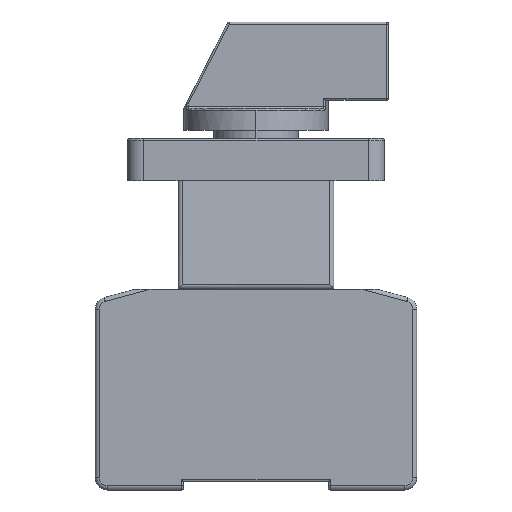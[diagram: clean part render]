
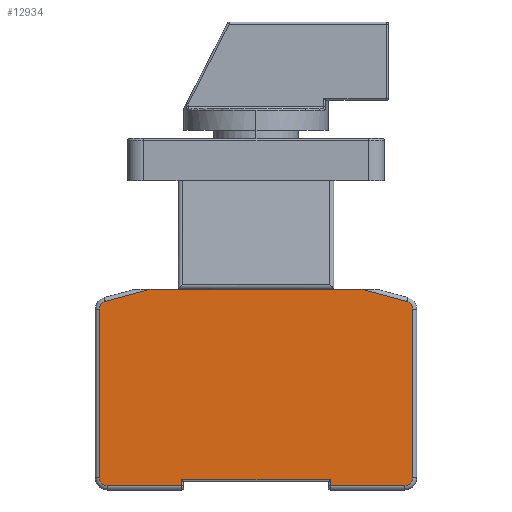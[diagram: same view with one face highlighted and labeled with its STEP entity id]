
A CAD part, left-side view. The second image highlights one B-rep face of the part: STEP entity #12934.
In plain terms, the highlighted planar face has unit normal (-1, 0, 0).
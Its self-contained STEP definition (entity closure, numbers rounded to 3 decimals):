
#126 = CARTESIAN_POINT ( 'NONE',  ( -35., 37., -42.481 ) ) ;
#228 = EDGE_CURVE ( 'NONE', #1508, #4893, #6724, .T. ) ;
#322 = VERTEX_POINT ( 'NONE', #946 ) ;
#334 = EDGE_CURVE ( 'NONE', #5560, #570, #6396, .T. ) ;
#430 = ORIENTED_EDGE ( 'NONE', *, *, #12048, .T. ) ;
#446 = CIRCLE ( 'NONE', #5643, 2. ) ;
#570 = VERTEX_POINT ( 'NONE', #3496 ) ;
#816 = DIRECTION ( 'NONE',  ( 0., 0., -1. ) ) ;
#837 = DIRECTION ( 'NONE',  ( 0., 0.966, -0.259 ) ) ;
#946 = CARTESIAN_POINT ( 'NONE',  ( -35., 26.136, -37.5 ) ) ;
#1180 = DIRECTION ( 'NONE',  ( 0., 0., -1. ) ) ;
#1415 = VECTOR ( 'NONE', #837, 1000. ) ;
#1508 = VERTEX_POINT ( 'NONE', #11687 ) ;
#1603 = EDGE_CURVE ( 'NONE', #1963, #8009, #3992, .T. ) ;
#1703 = AXIS2_PLACEMENT_3D ( 'NONE', #4941, #1908, #4845 ) ;
#1705 = CARTESIAN_POINT ( 'NONE',  ( -35., -18.5, -86.5 ) ) ;
#1774 = VECTOR ( 'NONE', #1938, 1000. ) ;
#1812 = CARTESIAN_POINT ( 'NONE',  ( -35., -18.5, -87.5 ) ) ;
#1859 = FACE_OUTER_BOUND ( 'NONE', #6497, .T. ) ;
#1908 = DIRECTION ( 'NONE',  ( -1., 0., 0. ) ) ;
#1938 = DIRECTION ( 'NONE',  ( 0., -1., 0. ) ) ;
#1963 = VERTEX_POINT ( 'NONE', #7209 ) ;
#2027 = VECTOR ( 'NONE', #816, 1000. ) ;
#2047 = DIRECTION ( 'NONE',  ( 0., 0., -1. ) ) ;
#2077 = CARTESIAN_POINT ( 'NONE',  ( -35., -39., -42.481 ) ) ;
#2156 = LINE ( 'NONE', #12173, #6190 ) ;
#2234 = AXIS2_PLACEMENT_3D ( 'NONE', #10116, #8093, #2910 ) ;
#2390 = ORIENTED_EDGE ( 'NONE', *, *, #3139, .T. ) ;
#2632 = VERTEX_POINT ( 'NONE', #12771 ) ;
#2716 = EDGE_CURVE ( 'NONE', #4759, #322, #9257, .T. ) ;
#2858 = EDGE_CURVE ( 'NONE', #8009, #6805, #5023, .T. ) ;
#2877 = DIRECTION ( 'NONE',  ( 0., 0., 1. ) ) ;
#2910 = DIRECTION ( 'NONE',  ( 0., 0., -1. ) ) ;
#3139 = EDGE_CURVE ( 'NONE', #2632, #5560, #4691, .T. ) ;
#3340 = CARTESIAN_POINT ( 'NONE',  ( -35., -37.518, -40.55 ) ) ;
#3410 = DIRECTION ( 'NONE',  ( -1., 0., 0. ) ) ;
#3444 = ORIENTED_EDGE ( 'NONE', *, *, #9425, .T. ) ;
#3496 = CARTESIAN_POINT ( 'NONE',  ( -35., 39., -84.5 ) ) ;
#3563 = CARTESIAN_POINT ( 'NONE',  ( -35., -26.136, -37.5 ) ) ;
#3815 = ORIENTED_EDGE ( 'NONE', *, *, #2716, .T. ) ;
#3937 = VECTOR ( 'NONE', #5753, 1000. ) ;
#3992 = LINE ( 'NONE', #5433, #7923 ) ;
#4287 = CIRCLE ( 'NONE', #2234, 2. ) ;
#4324 = CARTESIAN_POINT ( 'NONE',  ( -35., -39., -87.5 ) ) ;
#4470 = EDGE_CURVE ( 'NONE', #4893, #5386, #2156, .T. ) ;
#4659 = CARTESIAN_POINT ( 'NONE',  ( -35., -37., -86.5 ) ) ;
#4680 = CARTESIAN_POINT ( 'NONE',  ( -35., -39., -84.5 ) ) ;
#4689 = CARTESIAN_POINT ( 'NONE',  ( -35., -29.741, -38.466 ) ) ;
#4691 = CIRCLE ( 'NONE', #13260, 2. ) ;
#4759 = VERTEX_POINT ( 'NONE', #3563 ) ;
#4767 = LINE ( 'NONE', #4689, #3937 ) ;
#4845 = DIRECTION ( 'NONE',  ( 0., 0., -1. ) ) ;
#4887 = LINE ( 'NONE', #4324, #5208 ) ;
#4893 = VERTEX_POINT ( 'NONE', #1705 ) ;
#4935 = AXIS2_PLACEMENT_3D ( 'NONE', #12417, #11197, #9115 ) ;
#4941 = CARTESIAN_POINT ( 'NONE',  ( -35., -37., -42.481 ) ) ;
#5014 = DIRECTION ( 'NONE',  ( 0., -1., 0. ) ) ;
#5023 = LINE ( 'NONE', #6953, #5980 ) ;
#5154 = ORIENTED_EDGE ( 'NONE', *, *, #1603, .T. ) ;
#5208 = VECTOR ( 'NONE', #11596, 1000. ) ;
#5315 = CARTESIAN_POINT ( 'NONE',  ( -35., 18.5, -86.5 ) ) ;
#5375 = DIRECTION ( 'NONE',  ( 0., -1., 0. ) ) ;
#5386 = VERTEX_POINT ( 'NONE', #4659 ) ;
#5433 = CARTESIAN_POINT ( 'NONE',  ( -35., -40., -86.5 ) ) ;
#5560 = VERTEX_POINT ( 'NONE', #8162 ) ;
#5643 = AXIS2_PLACEMENT_3D ( 'NONE', #11338, #10478, #2047 ) ;
#5753 = DIRECTION ( 'NONE',  ( 0., 0.966, 0.259 ) ) ;
#5869 = ORIENTED_EDGE ( 'NONE', *, *, #12002, .T. ) ;
#5980 = VECTOR ( 'NONE', #2877, 1000. ) ;
#6168 = ORIENTED_EDGE ( 'NONE', *, *, #228, .T. ) ;
#6172 = EDGE_CURVE ( 'NONE', #6394, #11389, #4887, .T. ) ;
#6190 = VECTOR ( 'NONE', #5014, 1000. ) ;
#6394 = VERTEX_POINT ( 'NONE', #4680 ) ;
#6396 = LINE ( 'NONE', #13520, #2027 ) ;
#6497 = EDGE_LOOP ( 'NONE', ( #12944, #6168, #8276, #430, #7741, #5869, #6832, #3815, #8665, #2390, #12511, #3444, #5154, #8510 ) ) ;
#6537 = VERTEX_POINT ( 'NONE', #3340 ) ;
#6724 = LINE ( 'NONE', #1812, #13109 ) ;
#6805 = VERTEX_POINT ( 'NONE', #8105 ) ;
#6832 = ORIENTED_EDGE ( 'NONE', *, *, #8208, .T. ) ;
#6953 = CARTESIAN_POINT ( 'NONE',  ( -35., 18.5, -87.5 ) ) ;
#7106 = CARTESIAN_POINT ( 'NONE',  ( -35., 37.518, -40.55 ) ) ;
#7209 = CARTESIAN_POINT ( 'NONE',  ( -35., 37., -86.5 ) ) ;
#7306 = LINE ( 'NONE', #8161, #1774 ) ;
#7741 = ORIENTED_EDGE ( 'NONE', *, *, #6172, .T. ) ;
#7831 = CARTESIAN_POINT ( 'NONE',  ( -35., -40., -37.5 ) ) ;
#7923 = VECTOR ( 'NONE', #5375, 1000. ) ;
#8009 = VERTEX_POINT ( 'NONE', #5315 ) ;
#8093 = DIRECTION ( 'NONE',  ( -1., 0., 0. ) ) ;
#8105 = CARTESIAN_POINT ( 'NONE',  ( -35., 18.5, -85. ) ) ;
#8161 = CARTESIAN_POINT ( 'NONE',  ( -35., -40., -85. ) ) ;
#8162 = CARTESIAN_POINT ( 'NONE',  ( -35., 39., -42.481 ) ) ;
#8208 = EDGE_CURVE ( 'NONE', #6537, #4759, #4767, .T. ) ;
#8276 = ORIENTED_EDGE ( 'NONE', *, *, #4470, .T. ) ;
#8510 = ORIENTED_EDGE ( 'NONE', *, *, #2858, .T. ) ;
#8665 = ORIENTED_EDGE ( 'NONE', *, *, #9778, .T. ) ;
#8784 = EDGE_CURVE ( 'NONE', #6805, #1508, #7306, .T. ) ;
#9115 = DIRECTION ( 'NONE',  ( 0., 0., -1. ) ) ;
#9257 = LINE ( 'NONE', #7831, #12866 ) ;
#9425 = EDGE_CURVE ( 'NONE', #570, #1963, #446, .T. ) ;
#9778 = EDGE_CURVE ( 'NONE', #322, #2632, #12990, .T. ) ;
#10116 = CARTESIAN_POINT ( 'NONE',  ( -35., -37., -84.5 ) ) ;
#10122 = DIRECTION ( 'NONE',  ( 0., 0., -1. ) ) ;
#10478 = DIRECTION ( 'NONE',  ( -1., 0., 0. ) ) ;
#11197 = DIRECTION ( 'NONE',  ( 1., 0., 0. ) ) ;
#11338 = CARTESIAN_POINT ( 'NONE',  ( -35., 37., -84.5 ) ) ;
#11389 = VERTEX_POINT ( 'NONE', #2077 ) ;
#11596 = DIRECTION ( 'NONE',  ( 0., 0., 1. ) ) ;
#11687 = CARTESIAN_POINT ( 'NONE',  ( -35., -18.5, -85. ) ) ;
#12002 = EDGE_CURVE ( 'NONE', #11389, #6537, #13103, .T. ) ;
#12048 = EDGE_CURVE ( 'NONE', #5386, #6394, #4287, .T. ) ;
#12060 = DIRECTION ( 'NONE',  ( 0., 1., 0. ) ) ;
#12173 = CARTESIAN_POINT ( 'NONE',  ( -35., -40., -86.5 ) ) ;
#12417 = CARTESIAN_POINT ( 'NONE',  ( -35., -40., -87.5 ) ) ;
#12511 = ORIENTED_EDGE ( 'NONE', *, *, #334, .T. ) ;
#12771 = CARTESIAN_POINT ( 'NONE',  ( -35., 37.518, -40.55 ) ) ;
#12866 = VECTOR ( 'NONE', #12060, 1000. ) ;
#12934 = ADVANCED_FACE ( 'NONE', ( #1859 ), #13378, .F. ) ;
#12944 = ORIENTED_EDGE ( 'NONE', *, *, #8784, .T. ) ;
#12990 = LINE ( 'NONE', #7106, #1415 ) ;
#13103 = CIRCLE ( 'NONE', #1703, 2. ) ;
#13109 = VECTOR ( 'NONE', #10122, 1000. ) ;
#13260 = AXIS2_PLACEMENT_3D ( 'NONE', #126, #3410, #1180 ) ;
#13378 = PLANE ( 'NONE',  #4935 ) ;
#13520 = CARTESIAN_POINT ( 'NONE',  ( -35., 39., -87.5 ) ) ;
